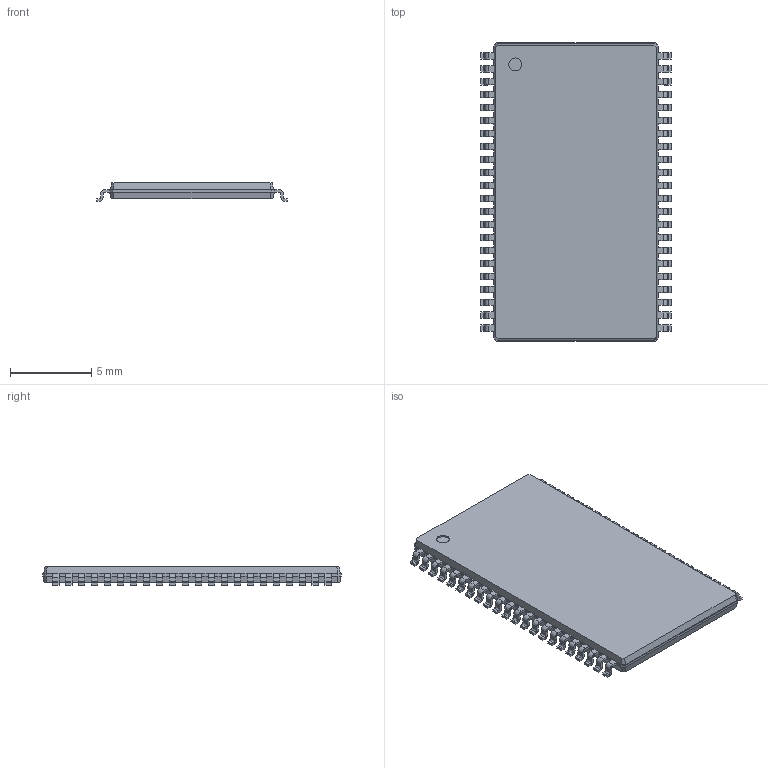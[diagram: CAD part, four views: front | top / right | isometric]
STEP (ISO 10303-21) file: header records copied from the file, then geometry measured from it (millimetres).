
FILE_DESCRIPTION(/* description */ ('model of ISSI_TSOP-II-44_18.4x10.2mm_P0.8mm'),/* implementation_level */ '2;1');
FILE_NAME(/* name */ 'ISSI_TSOP-II-44_18.4x10.2mm_P0.8mm.step',/* time_stamp */ '2018-10-24T23:57:49',/* author */ ('kicad StepUp','ksu'),/* organization */ ('FreeCAD'),/* preprocessor_version */ 'OCC',/* originating_system */ 'kicad StepUp',/* authorisation */ '');
FILE_SCHEMA(('AUTOMOTIVE_DESIGN { 1 0 10303 214 1 1 1 1 }'));
Length unit declared in the file: millimetre
Products named in the file (1): ISSI_TSOP_II_44_184x102mm_P08mm
Bounding box: 11.76 x 18.41 x 1.15 mm (x, y, z)
Volume: 186.8 mm3; surface area: 480.6 mm2
Topology: 1 solids, 1 shells, 696 faces, 1879 edges, 1186 vertices
Faces by surface type: plane 451, cylinder 177, bspline 68
Full cylindrical faces by diameter (mm): 0.8 x1
Entity records: 51094 total; most frequent: CARTESIAN_POINT 9160, DIRECTION 6781, LINE 4637, VECTOR 4637, ORIENTED_EDGE 3758, PCURVE 3758, DEFINITIONAL_REPRESENTATION 3758, EDGE_CURVE 1879
